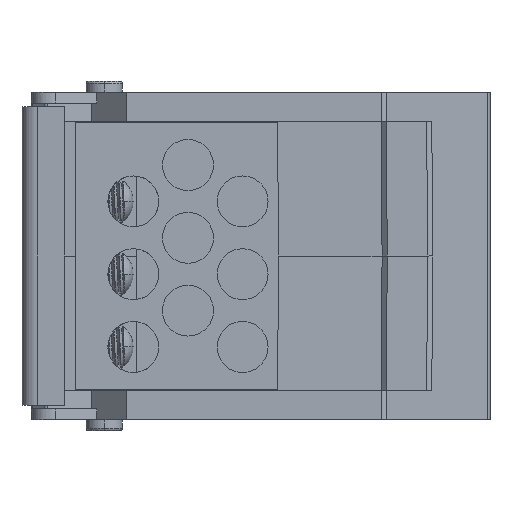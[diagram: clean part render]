
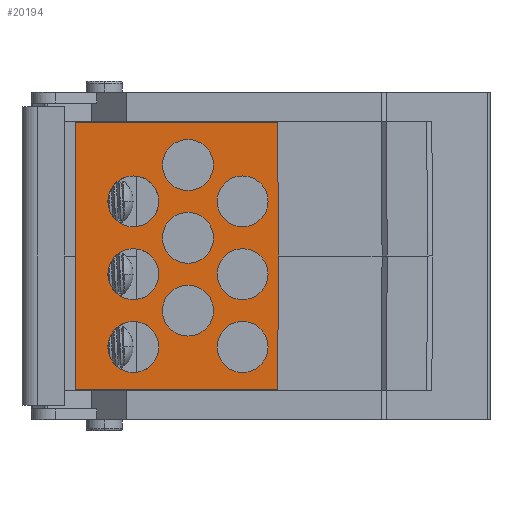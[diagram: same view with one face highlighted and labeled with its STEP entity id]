
A CAD part, left-side view. The second image highlights one B-rep face of the part: STEP entity #20194.
In plain terms, the highlighted planar face has unit normal (-1, 0, 0).
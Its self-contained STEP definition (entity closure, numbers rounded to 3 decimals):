
#764=DIRECTION('',(0.,0.,-1.));
#765=VECTOR('',#764,17.9);
#766=CARTESIAN_POINT('',(-33.9,0.,18.));
#767=LINE('',#766,#765);
#868=DIRECTION('',(0.,-1.,0.));
#869=VECTOR('',#868,30.);
#870=CARTESIAN_POINT('',(-33.9,30.,0.1));
#871=LINE('',#870,#869);
#872=DIRECTION('',(0.,0.,1.));
#873=VECTOR('',#872,1.);
#874=CARTESIAN_POINT('',(-33.9,0.,18.));
#875=LINE('',#874,#873);
#1008=DIRECTION('',(0.,0.,1.));
#1009=VECTOR('',#1008,17.9);
#1010=CARTESIAN_POINT('',(-33.9,0.,19.));
#1011=LINE('',#1010,#1009);
#1012=DIRECTION('',(0.,-1.,0.));
#1013=VECTOR('',#1012,30.);
#1014=CARTESIAN_POINT('',(-33.9,30.,36.9));
#1015=LINE('',#1014,#1013);
#1060=DIRECTION('',(0.,0.,1.));
#1061=VECTOR('',#1060,36.8);
#1062=CARTESIAN_POINT('',(-33.9,30.,0.1));
#1063=LINE('',#1062,#1061);
#1064=CARTESIAN_POINT('',(-33.9,22.,16.));
#1065=DIRECTION('',(-1.,0.,0.));
#1066=DIRECTION('',(0.,0.,1.));
#1067=AXIS2_PLACEMENT_3D('',#1064,#1065,#1066);
#1069=CARTESIAN_POINT('',(-33.9,22.,16.));
#1070=DIRECTION('',(-1.,0.,0.));
#1071=DIRECTION('',(0.,0.,-1.));
#1072=AXIS2_PLACEMENT_3D('',#1069,#1070,#1071);
#1074=CARTESIAN_POINT('',(-33.9,22.,6.));
#1075=DIRECTION('',(-1.,0.,0.));
#1076=DIRECTION('',(0.,0.,1.));
#1077=AXIS2_PLACEMENT_3D('',#1074,#1075,#1076);
#1079=CARTESIAN_POINT('',(-33.9,22.,6.));
#1080=DIRECTION('',(-1.,0.,0.));
#1081=DIRECTION('',(0.,0.,-1.));
#1082=AXIS2_PLACEMENT_3D('',#1079,#1080,#1081);
#1084=CARTESIAN_POINT('',(-33.9,22.,26.));
#1085=DIRECTION('',(-1.,0.,0.));
#1086=DIRECTION('',(0.,0.,1.));
#1087=AXIS2_PLACEMENT_3D('',#1084,#1085,#1086);
#1089=CARTESIAN_POINT('',(-33.9,22.,26.));
#1090=DIRECTION('',(-1.,0.,0.));
#1091=DIRECTION('',(0.,0.,-1.));
#1092=AXIS2_PLACEMENT_3D('',#1089,#1090,#1091);
#1094=CARTESIAN_POINT('',(-33.9,14.5,21.));
#1095=DIRECTION('',(-1.,0.,0.));
#1096=DIRECTION('',(0.,0.,1.));
#1097=AXIS2_PLACEMENT_3D('',#1094,#1095,#1096);
#1099=CARTESIAN_POINT('',(-33.9,14.5,21.));
#1100=DIRECTION('',(-1.,0.,0.));
#1101=DIRECTION('',(0.,0.,-1.));
#1102=AXIS2_PLACEMENT_3D('',#1099,#1100,#1101);
#1104=CARTESIAN_POINT('',(-33.9,14.5,11.));
#1105=DIRECTION('',(-1.,0.,0.));
#1106=DIRECTION('',(0.,0.,1.));
#1107=AXIS2_PLACEMENT_3D('',#1104,#1105,#1106);
#1109=CARTESIAN_POINT('',(-33.9,14.5,11.));
#1110=DIRECTION('',(-1.,0.,0.));
#1111=DIRECTION('',(0.,0.,-1.));
#1112=AXIS2_PLACEMENT_3D('',#1109,#1110,#1111);
#1114=CARTESIAN_POINT('',(-33.9,14.5,31.));
#1115=DIRECTION('',(-1.,0.,0.));
#1116=DIRECTION('',(0.,0.,1.));
#1117=AXIS2_PLACEMENT_3D('',#1114,#1115,#1116);
#1119=CARTESIAN_POINT('',(-33.9,14.5,31.));
#1120=DIRECTION('',(-1.,0.,0.));
#1121=DIRECTION('',(0.,0.,-1.));
#1122=AXIS2_PLACEMENT_3D('',#1119,#1120,#1121);
#1124=CARTESIAN_POINT('',(-33.9,7.,16.));
#1125=DIRECTION('',(-1.,0.,0.));
#1126=DIRECTION('',(0.,0.,1.));
#1127=AXIS2_PLACEMENT_3D('',#1124,#1125,#1126);
#1129=CARTESIAN_POINT('',(-33.9,7.,16.));
#1130=DIRECTION('',(-1.,0.,0.));
#1131=DIRECTION('',(0.,0.,-1.));
#1132=AXIS2_PLACEMENT_3D('',#1129,#1130,#1131);
#1134=CARTESIAN_POINT('',(-33.9,7.,6.));
#1135=DIRECTION('',(-1.,0.,0.));
#1136=DIRECTION('',(0.,0.,1.));
#1137=AXIS2_PLACEMENT_3D('',#1134,#1135,#1136);
#1139=CARTESIAN_POINT('',(-33.9,7.,6.));
#1140=DIRECTION('',(-1.,0.,0.));
#1141=DIRECTION('',(0.,0.,-1.));
#1142=AXIS2_PLACEMENT_3D('',#1139,#1140,#1141);
#1144=CARTESIAN_POINT('',(-33.9,7.,26.));
#1145=DIRECTION('',(-1.,0.,0.));
#1146=DIRECTION('',(0.,0.,1.));
#1147=AXIS2_PLACEMENT_3D('',#1144,#1145,#1146);
#1149=CARTESIAN_POINT('',(-33.9,7.,26.));
#1150=DIRECTION('',(-1.,0.,0.));
#1151=DIRECTION('',(0.,0.,-1.));
#1152=AXIS2_PLACEMENT_3D('',#1149,#1150,#1151);
#18603=CARTESIAN_POINT('',(-33.9,30.,0.1));
#18604=VERTEX_POINT('',#18603);
#18619=CARTESIAN_POINT('',(-33.9,30.,36.9));
#18620=VERTEX_POINT('',#18619);
#18645=CARTESIAN_POINT('',(-33.9,22.,19.5));
#18646=CARTESIAN_POINT('',(-33.9,22.,12.5));
#18647=VERTEX_POINT('',#18645);
#18648=VERTEX_POINT('',#18646);
#18649=CARTESIAN_POINT('',(-33.9,22.,9.5));
#18650=CARTESIAN_POINT('',(-33.9,22.,2.5));
#18651=VERTEX_POINT('',#18649);
#18652=VERTEX_POINT('',#18650);
#18653=CARTESIAN_POINT('',(-33.9,22.,29.5));
#18654=CARTESIAN_POINT('',(-33.9,22.,22.5));
#18655=VERTEX_POINT('',#18653);
#18656=VERTEX_POINT('',#18654);
#18657=CARTESIAN_POINT('',(-33.9,14.5,24.5));
#18658=CARTESIAN_POINT('',(-33.9,14.5,17.5));
#18659=VERTEX_POINT('',#18657);
#18660=VERTEX_POINT('',#18658);
#18661=CARTESIAN_POINT('',(-33.9,14.5,14.5));
#18662=CARTESIAN_POINT('',(-33.9,14.5,7.5));
#18663=VERTEX_POINT('',#18661);
#18664=VERTEX_POINT('',#18662);
#18665=CARTESIAN_POINT('',(-33.9,14.5,34.5));
#18666=CARTESIAN_POINT('',(-33.9,14.5,27.5));
#18667=VERTEX_POINT('',#18665);
#18668=VERTEX_POINT('',#18666);
#18669=CARTESIAN_POINT('',(-33.9,7.,19.5));
#18670=CARTESIAN_POINT('',(-33.9,7.,12.5));
#18671=VERTEX_POINT('',#18669);
#18672=VERTEX_POINT('',#18670);
#18673=CARTESIAN_POINT('',(-33.9,7.,9.5));
#18674=CARTESIAN_POINT('',(-33.9,7.,2.5));
#18675=VERTEX_POINT('',#18673);
#18676=VERTEX_POINT('',#18674);
#18677=CARTESIAN_POINT('',(-33.9,7.,29.5));
#18678=CARTESIAN_POINT('',(-33.9,7.,22.5));
#18679=VERTEX_POINT('',#18677);
#18680=VERTEX_POINT('',#18678);
#18771=CARTESIAN_POINT('',(-33.9,0.,0.1));
#18773=VERTEX_POINT('',#18771);
#18785=CARTESIAN_POINT('',(-33.9,0.,18.));
#18786=VERTEX_POINT('',#18785);
#18803=CARTESIAN_POINT('',(-33.9,0.,36.9));
#18805=VERTEX_POINT('',#18803);
#18817=CARTESIAN_POINT('',(-33.9,0.,19.));
#18818=VERTEX_POINT('',#18817);
#20126=CARTESIAN_POINT('',(-33.9,30.,0.1));
#20127=DIRECTION('',(-1.,0.,0.));
#20128=DIRECTION('',(0.,-1.,0.));
#20129=AXIS2_PLACEMENT_3D('',#20126,#20127,#20128);
#20130=PLANE('',#20129);
#20131=ORIENTED_EDGE('',*,*,#19894,.F.);
#20133=ORIENTED_EDGE('',*,*,#20132,.T.);
#20134=ORIENTED_EDGE('',*,*,#20101,.T.);
#20135=ORIENTED_EDGE('',*,*,#20090,.F.);
#20136=ORIENTED_EDGE('',*,*,#19915,.F.);
#20137=ORIENTED_EDGE('',*,*,#19825,.T.);
#20138=EDGE_LOOP('',(#20131,#20133,#20134,#20135,#20136,#20137));
#20139=FACE_OUTER_BOUND('',#20138,.F.);
#20141=ORIENTED_EDGE('',*,*,#20140,.T.);
#20143=ORIENTED_EDGE('',*,*,#20142,.T.);
#20144=EDGE_LOOP('',(#20141,#20143));
#20145=FACE_BOUND('',#20144,.F.);
#20147=ORIENTED_EDGE('',*,*,#20146,.T.);
#20149=ORIENTED_EDGE('',*,*,#20148,.T.);
#20150=EDGE_LOOP('',(#20147,#20149));
#20151=FACE_BOUND('',#20150,.F.);
#20153=ORIENTED_EDGE('',*,*,#20152,.T.);
#20155=ORIENTED_EDGE('',*,*,#20154,.T.);
#20156=EDGE_LOOP('',(#20153,#20155));
#20157=FACE_BOUND('',#20156,.F.);
#20159=ORIENTED_EDGE('',*,*,#20158,.T.);
#20161=ORIENTED_EDGE('',*,*,#20160,.T.);
#20162=EDGE_LOOP('',(#20159,#20161));
#20163=FACE_BOUND('',#20162,.F.);
#20165=ORIENTED_EDGE('',*,*,#20164,.T.);
#20167=ORIENTED_EDGE('',*,*,#20166,.T.);
#20168=EDGE_LOOP('',(#20165,#20167));
#20169=FACE_BOUND('',#20168,.F.);
#20171=ORIENTED_EDGE('',*,*,#20170,.T.);
#20173=ORIENTED_EDGE('',*,*,#20172,.T.);
#20174=EDGE_LOOP('',(#20171,#20173));
#20175=FACE_BOUND('',#20174,.F.);
#20177=ORIENTED_EDGE('',*,*,#20176,.T.);
#20179=ORIENTED_EDGE('',*,*,#20178,.T.);
#20180=EDGE_LOOP('',(#20177,#20179));
#20181=FACE_BOUND('',#20180,.F.);
#20183=ORIENTED_EDGE('',*,*,#20182,.T.);
#20185=ORIENTED_EDGE('',*,*,#20184,.T.);
#20186=EDGE_LOOP('',(#20183,#20185));
#20187=FACE_BOUND('',#20186,.F.);
#20189=ORIENTED_EDGE('',*,*,#20188,.T.);
#20191=ORIENTED_EDGE('',*,*,#20190,.T.);
#20192=EDGE_LOOP('',(#20189,#20191));
#20193=FACE_BOUND('',#20192,.F.);
#20194=ADVANCED_FACE('',(#20139,#20145,#20151,#20157,#20163,#20169,#20175,
#20181,#20187,#20193),#20130,.T.);
#1068=CIRCLE('',#1067,3.5);
#1073=CIRCLE('',#1072,3.5);
#1078=CIRCLE('',#1077,3.5);
#1083=CIRCLE('',#1082,3.5);
#1088=CIRCLE('',#1087,3.5);
#1093=CIRCLE('',#1092,3.5);
#1098=CIRCLE('',#1097,3.5);
#1103=CIRCLE('',#1102,3.5);
#1108=CIRCLE('',#1107,3.5);
#1113=CIRCLE('',#1112,3.5);
#1118=CIRCLE('',#1117,3.5);
#1123=CIRCLE('',#1122,3.5);
#1128=CIRCLE('',#1127,3.5);
#1133=CIRCLE('',#1132,3.5);
#1138=CIRCLE('',#1137,3.5);
#1143=CIRCLE('',#1142,3.5);
#1148=CIRCLE('',#1147,3.5);
#1153=CIRCLE('',#1152,3.5);
#19825=EDGE_CURVE('',#18786,#18773,#767,.T.);
#19894=EDGE_CURVE('',#18604,#18773,#871,.T.);
#19915=EDGE_CURVE('',#18786,#18818,#875,.T.);
#20090=EDGE_CURVE('',#18818,#18805,#1011,.T.);
#20101=EDGE_CURVE('',#18620,#18805,#1015,.T.);
#20132=EDGE_CURVE('',#18604,#18620,#1063,.T.);
#20140=EDGE_CURVE('',#18647,#18648,#1068,.T.);
#20142=EDGE_CURVE('',#18648,#18647,#1073,.T.);
#20146=EDGE_CURVE('',#18651,#18652,#1078,.T.);
#20148=EDGE_CURVE('',#18652,#18651,#1083,.T.);
#20152=EDGE_CURVE('',#18655,#18656,#1088,.T.);
#20154=EDGE_CURVE('',#18656,#18655,#1093,.T.);
#20158=EDGE_CURVE('',#18659,#18660,#1098,.T.);
#20160=EDGE_CURVE('',#18660,#18659,#1103,.T.);
#20164=EDGE_CURVE('',#18663,#18664,#1108,.T.);
#20166=EDGE_CURVE('',#18664,#18663,#1113,.T.);
#20170=EDGE_CURVE('',#18667,#18668,#1118,.T.);
#20172=EDGE_CURVE('',#18668,#18667,#1123,.T.);
#20176=EDGE_CURVE('',#18671,#18672,#1128,.T.);
#20178=EDGE_CURVE('',#18672,#18671,#1133,.T.);
#20182=EDGE_CURVE('',#18675,#18676,#1138,.T.);
#20184=EDGE_CURVE('',#18676,#18675,#1143,.T.);
#20188=EDGE_CURVE('',#18679,#18680,#1148,.T.);
#20190=EDGE_CURVE('',#18680,#18679,#1153,.T.);
